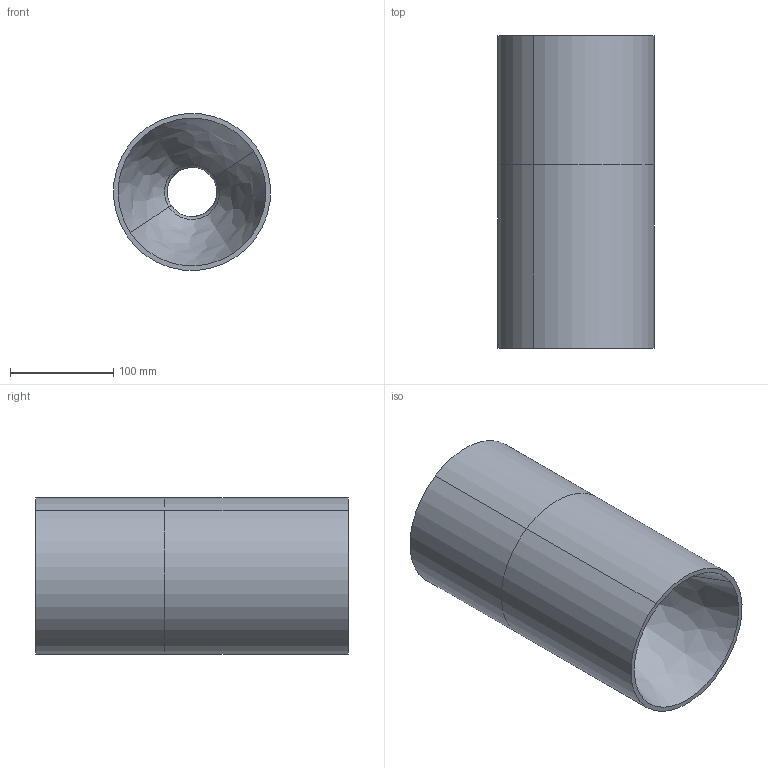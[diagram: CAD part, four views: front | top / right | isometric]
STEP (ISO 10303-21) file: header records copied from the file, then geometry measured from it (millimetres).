
FILE_DESCRIPTION (( 'STEP AP214' ), '1' );
FILE_NAME ('LogRocketV6.STEP', '2020-01-15T05:23:34', ( '' ), ( '' ), 'SwSTEP 2.0', 'SolidWorks 2019', '' );
FILE_SCHEMA (( 'AUTOMOTIVE_DESIGN' ));
Length unit declared in the file: inch
Products named in the file (3): nozzleV6; LogRocketV6; chamberV6
Assembly tree (2 placements, depth 2):
  LogRocketV6
    chamberV6
    nozzleV6
Bounding box: 152.17 x 303 x 152.17 mm (x, y, z)
Volume: 2940214.6 mm3; surface area: 315398.5 mm2
Topology: 2 solids, 2 shells, 126 faces, 306 edges, 176 vertices
Faces by surface type: cylinder 72, cone 34, plane 12, bspline 8
Entity records: 5064 total; most frequent: CARTESIAN_POINT 1615, DIRECTION 672, ORIENTED_EDGE 548, AXIS2_PLACEMENT_3D 283, EDGE_CURVE 274, VERTEX_POINT 176, EDGE_LOOP 170, CIRCLE 160
